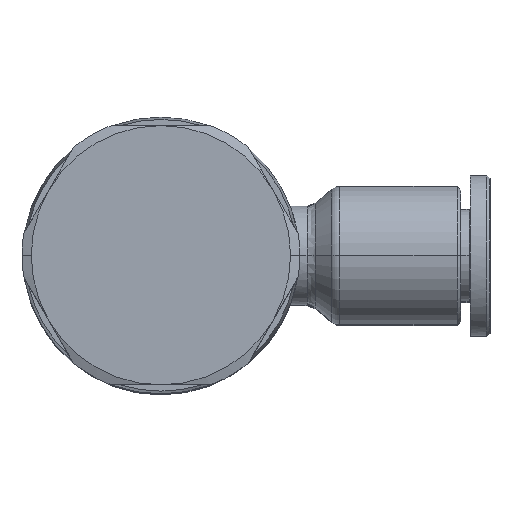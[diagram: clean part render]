
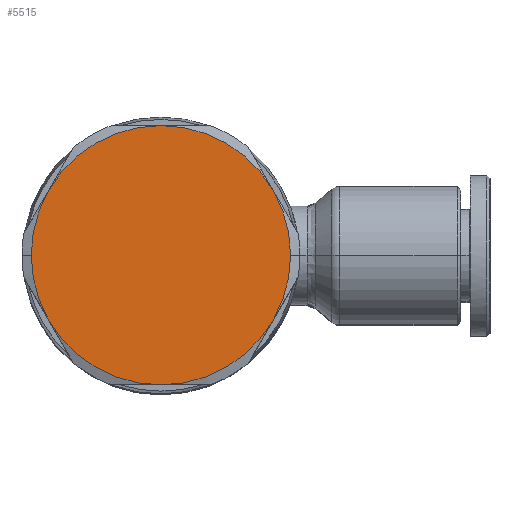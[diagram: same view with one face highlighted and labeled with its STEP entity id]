
A CAD part, top view. The second image highlights one B-rep face of the part: STEP entity #5515.
In plain terms, the highlighted planar face has unit normal (0, 0, 1).
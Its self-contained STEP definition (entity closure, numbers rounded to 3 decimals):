
#4444=CARTESIAN_POINT('',(-6.8,0.,14.5));
#4445=VERTEX_POINT('',#4444);
#4452=CARTESIAN_POINT('',(-5.393,5.25,14.5));
#4453=VERTEX_POINT('',#4452);
#4454=CARTESIAN_POINT('',(3.7,0.,14.5));
#4455=DIRECTION('',(0.0,0.0,1.0));
#4456=DIRECTION('',(1.0,0.0,0.0));
#4457=AXIS2_PLACEMENT_3D('',#4454,#4455,#4456);
#4458=CIRCLE('',#4457,10.5);
#4459=EDGE_CURVE('',#4453,#4445,#4458,.T.);
#4483=CARTESIAN_POINT('',(14.2,0.,14.5));
#4484=VERTEX_POINT('',#4483);
#4492=CARTESIAN_POINT('',(12.793,5.25,14.5));
#4493=VERTEX_POINT('',#4492);
#4507=CARTESIAN_POINT('',(3.7,0.,14.5));
#4508=DIRECTION('',(0.0,0.0,1.0));
#4509=DIRECTION('',(1.0,0.0,0.0));
#4510=AXIS2_PLACEMENT_3D('',#4507,#4508,#4509);
#4511=CIRCLE('',#4510,10.5);
#4512=EDGE_CURVE('',#4484,#4493,#4511,.T.);
#4887=CARTESIAN_POINT('',(12.793,-5.25,14.5));
#4888=VERTEX_POINT('',#4887);
#4889=CARTESIAN_POINT('',(3.7,0.,14.5));
#4890=DIRECTION('',(0.0,0.0,1.0));
#4891=DIRECTION('',(1.0,0.0,0.0));
#4892=AXIS2_PLACEMENT_3D('',#4889,#4890,#4891);
#4893=CIRCLE('',#4892,10.5);
#4894=EDGE_CURVE('',#4888,#4484,#4893,.T.);
#4928=CARTESIAN_POINT('',(3.7,-10.5,14.5));
#4929=VERTEX_POINT('',#4928);
#4965=CARTESIAN_POINT('',(3.7,0.,14.5));
#4966=DIRECTION('',(0.0,0.0,1.0));
#4967=DIRECTION('',(1.0,0.0,0.0));
#4968=AXIS2_PLACEMENT_3D('',#4965,#4966,#4967);
#4969=CIRCLE('',#4968,10.5);
#4970=EDGE_CURVE('',#4929,#4888,#4969,.T.);
#4995=CARTESIAN_POINT('',(-5.393,-5.25,14.5));
#4996=VERTEX_POINT('',#4995);
#4997=CARTESIAN_POINT('',(3.7,0.,14.5));
#4998=DIRECTION('',(0.0,0.0,1.0));
#4999=DIRECTION('',(1.0,0.0,0.0));
#5000=AXIS2_PLACEMENT_3D('',#4997,#4998,#4999);
#5001=CIRCLE('',#5000,10.5);
#5002=EDGE_CURVE('',#4996,#4929,#5001,.T.);
#5057=CARTESIAN_POINT('',(3.7,0.,14.5));
#5058=DIRECTION('',(0.0,0.0,1.0));
#5059=DIRECTION('',(1.0,0.0,0.0));
#5060=AXIS2_PLACEMENT_3D('',#5057,#5058,#5059);
#5061=CIRCLE('',#5060,10.5);
#5062=EDGE_CURVE('',#4445,#4996,#5061,.T.);
#5087=CARTESIAN_POINT('',(3.7,10.5,14.5));
#5088=VERTEX_POINT('',#5087);
#5089=CARTESIAN_POINT('',(3.7,0.,14.5));
#5090=DIRECTION('',(0.0,0.0,1.0));
#5091=DIRECTION('',(1.0,0.0,0.0));
#5092=AXIS2_PLACEMENT_3D('',#5089,#5090,#5091);
#5093=CIRCLE('',#5092,10.5);
#5094=EDGE_CURVE('',#5088,#4453,#5093,.T.);
#5141=CARTESIAN_POINT('',(3.7,0.,14.5));
#5142=DIRECTION('',(0.0,0.0,1.0));
#5143=DIRECTION('',(1.0,0.0,0.0));
#5144=AXIS2_PLACEMENT_3D('',#5141,#5142,#5143);
#5145=CIRCLE('',#5144,10.5);
#5146=EDGE_CURVE('',#4493,#5088,#5145,.T.);
#5500=CARTESIAN_POINT('',(3.7,0.,14.5));
#5501=DIRECTION('',(0.0,0.0,1.0));
#5502=DIRECTION('',(1.0,0.0,0.0));
#5503=AXIS2_PLACEMENT_3D('',#5500,#5501,#5502);
#5504=PLANE('',#5503);
#5505=ORIENTED_EDGE('',*,*,#5146,.T.);
#5506=ORIENTED_EDGE('',*,*,#5094,.T.);
#5507=ORIENTED_EDGE('',*,*,#4459,.T.);
#5508=ORIENTED_EDGE('',*,*,#5062,.T.);
#5509=ORIENTED_EDGE('',*,*,#5002,.T.);
#5510=ORIENTED_EDGE('',*,*,#4970,.T.);
#5511=ORIENTED_EDGE('',*,*,#4894,.T.);
#5512=ORIENTED_EDGE('',*,*,#4512,.T.);
#5513=EDGE_LOOP('',(#5505,#5506,#5507,#5508,#5509,#5510,#5511,#5512));
#5514=FACE_OUTER_BOUND('',#5513,.T.);
#5515=ADVANCED_FACE('',(#5514),#5504,.T.);
